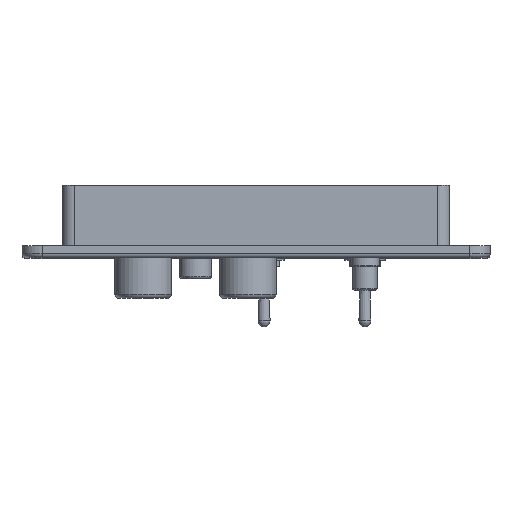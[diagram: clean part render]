
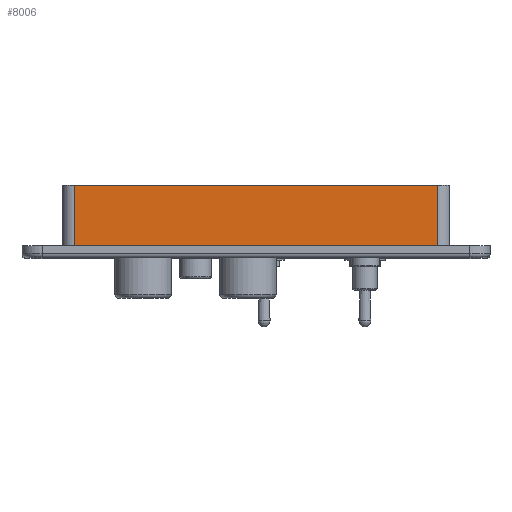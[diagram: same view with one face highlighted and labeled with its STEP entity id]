
A CAD part, top view. The second image highlights one B-rep face of the part: STEP entity #8006.
In plain terms, the highlighted planar face has unit normal (0, 0, 1).
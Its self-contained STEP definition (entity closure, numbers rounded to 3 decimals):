
#4875 = PLANE('',#4876);
#4876 = AXIS2_PLACEMENT_3D('',#4877,#4878,#4879);
#4877 = CARTESIAN_POINT('',(0.,0.,5.));
#4878 = DIRECTION('',(0.,1.,0.));
#4879 = DIRECTION('',(0.,0.,1.));
#6745 = VERTEX_POINT('',#6746);
#6746 = CARTESIAN_POINT('',(103.,0.,
    116.));
#6765 = CYLINDRICAL_SURFACE('',#6766,3.);
#6766 = AXIS2_PLACEMENT_3D('',#6767,#6768,#6769);
#6767 = CARTESIAN_POINT('',(103.,0.,113.));
#6768 = DIRECTION('',(0.,-1.,0.));
#6769 = DIRECTION('',(1.,0.,0.));
#6777 = EDGE_CURVE('',#6745,#6778,#6780,.T.);
#6778 = VERTEX_POINT('',#6779);
#6779 = CARTESIAN_POINT('',(13.,0.,
    116.));
#6780 = SURFACE_CURVE('',#6781,(#6785,#6792),.PCURVE_S1.);
#6781 = LINE('',#6782,#6783);
#6782 = CARTESIAN_POINT('',(103.,0.,
    116.));
#6783 = VECTOR('',#6784,1.);
#6784 = DIRECTION('',(-1.,0.,0.));
#6785 = PCURVE('',#4875,#6786);
#6786 = DEFINITIONAL_REPRESENTATION('',(#6787),#6791);
#6787 = LINE('',#6788,#6789);
#6788 = CARTESIAN_POINT('',(111.,103.));
#6789 = VECTOR('',#6790,1.);
#6790 = DIRECTION('',(0.,-1.));
#6791 = ( GEOMETRIC_REPRESENTATION_CONTEXT(2) 
PARAMETRIC_REPRESENTATION_CONTEXT() REPRESENTATION_CONTEXT('2D SPACE',''
  ) );
#6792 = PCURVE('',#6793,#6798);
#6793 = PLANE('',#6794);
#6794 = AXIS2_PLACEMENT_3D('',#6795,#6796,#6797);
#6795 = CARTESIAN_POINT('',(103.,0.,
    116.));
#6796 = DIRECTION('',(0.,0.,1.));
#6797 = DIRECTION('',(-1.,0.,0.));
#6798 = DEFINITIONAL_REPRESENTATION('',(#6799),#6803);
#6799 = LINE('',#6800,#6801);
#6800 = CARTESIAN_POINT('',(0.,0.));
#6801 = VECTOR('',#6802,1.);
#6802 = DIRECTION('',(1.,0.));
#6803 = ( GEOMETRIC_REPRESENTATION_CONTEXT(2) 
PARAMETRIC_REPRESENTATION_CONTEXT() REPRESENTATION_CONTEXT('2D SPACE',''
  ) );
#6826 = CYLINDRICAL_SURFACE('',#6827,3.);
#6827 = AXIS2_PLACEMENT_3D('',#6828,#6829,#6830);
#6828 = CARTESIAN_POINT('',(13.,0.,113.));
#6829 = DIRECTION('',(0.,-1.,0.));
#6830 = DIRECTION('',(1.,0.,0.));
#7866 = PLANE('',#7867);
#7867 = AXIS2_PLACEMENT_3D('',#7868,#7869,#7870);
#7868 = CARTESIAN_POINT('',(106.,15.,113.));
#7869 = DIRECTION('',(0.,1.,0.));
#7870 = DIRECTION('',(0.,0.,1.));
#7956 = EDGE_CURVE('',#6778,#7957,#7959,.T.);
#7957 = VERTEX_POINT('',#7958);
#7958 = CARTESIAN_POINT('',(13.,15.,116.));
#7959 = SURFACE_CURVE('',#7960,(#7964,#7971),.PCURVE_S1.);
#7960 = LINE('',#7961,#7962);
#7961 = CARTESIAN_POINT('',(13.,0.,
    116.));
#7962 = VECTOR('',#7963,1.);
#7963 = DIRECTION('',(0.,1.,0.));
#7964 = PCURVE('',#6826,#7965);
#7965 = DEFINITIONAL_REPRESENTATION('',(#7966),#7970);
#7966 = LINE('',#7967,#7968);
#7967 = CARTESIAN_POINT('',(1.571,0.));
#7968 = VECTOR('',#7969,1.);
#7969 = DIRECTION('',(0.,-1.));
#7970 = ( GEOMETRIC_REPRESENTATION_CONTEXT(2) 
PARAMETRIC_REPRESENTATION_CONTEXT() REPRESENTATION_CONTEXT('2D SPACE',''
  ) );
#7971 = PCURVE('',#6793,#7972);
#7972 = DEFINITIONAL_REPRESENTATION('',(#7973),#7977);
#7973 = LINE('',#7974,#7975);
#7974 = CARTESIAN_POINT('',(90.,0.));
#7975 = VECTOR('',#7976,1.);
#7976 = DIRECTION('',(0.,-1.));
#7977 = ( GEOMETRIC_REPRESENTATION_CONTEXT(2) 
PARAMETRIC_REPRESENTATION_CONTEXT() REPRESENTATION_CONTEXT('2D SPACE',''
  ) );
#8006 = ADVANCED_FACE('',(#8007),#6793,.T.);
#8007 = FACE_BOUND('',#8008,.T.);
#8008 = EDGE_LOOP('',(#8009,#8032,#8053,#8054));
#8009 = ORIENTED_EDGE('',*,*,#8010,.T.);
#8010 = EDGE_CURVE('',#6745,#8011,#8013,.T.);
#8011 = VERTEX_POINT('',#8012);
#8012 = CARTESIAN_POINT('',(103.,15.,116.));
#8013 = SURFACE_CURVE('',#8014,(#8018,#8025),.PCURVE_S1.);
#8014 = LINE('',#8015,#8016);
#8015 = CARTESIAN_POINT('',(103.,0.,
    116.));
#8016 = VECTOR('',#8017,1.);
#8017 = DIRECTION('',(0.,1.,0.));
#8018 = PCURVE('',#6793,#8019);
#8019 = DEFINITIONAL_REPRESENTATION('',(#8020),#8024);
#8020 = LINE('',#8021,#8022);
#8021 = CARTESIAN_POINT('',(0.,0.));
#8022 = VECTOR('',#8023,1.);
#8023 = DIRECTION('',(0.,-1.));
#8024 = ( GEOMETRIC_REPRESENTATION_CONTEXT(2) 
PARAMETRIC_REPRESENTATION_CONTEXT() REPRESENTATION_CONTEXT('2D SPACE',''
  ) );
#8025 = PCURVE('',#6765,#8026);
#8026 = DEFINITIONAL_REPRESENTATION('',(#8027),#8031);
#8027 = LINE('',#8028,#8029);
#8028 = CARTESIAN_POINT('',(7.854,0.));
#8029 = VECTOR('',#8030,1.);
#8030 = DIRECTION('',(0.,-1.));
#8031 = ( GEOMETRIC_REPRESENTATION_CONTEXT(2) 
PARAMETRIC_REPRESENTATION_CONTEXT() REPRESENTATION_CONTEXT('2D SPACE',''
  ) );
#8032 = ORIENTED_EDGE('',*,*,#8033,.T.);
#8033 = EDGE_CURVE('',#8011,#7957,#8034,.T.);
#8034 = SURFACE_CURVE('',#8035,(#8039,#8046),.PCURVE_S1.);
#8035 = LINE('',#8036,#8037);
#8036 = CARTESIAN_POINT('',(103.,15.,116.));
#8037 = VECTOR('',#8038,1.);
#8038 = DIRECTION('',(-1.,0.,0.));
#8039 = PCURVE('',#6793,#8040);
#8040 = DEFINITIONAL_REPRESENTATION('',(#8041),#8045);
#8041 = LINE('',#8042,#8043);
#8042 = CARTESIAN_POINT('',(0.,-15.));
#8043 = VECTOR('',#8044,1.);
#8044 = DIRECTION('',(1.,0.));
#8045 = ( GEOMETRIC_REPRESENTATION_CONTEXT(2) 
PARAMETRIC_REPRESENTATION_CONTEXT() REPRESENTATION_CONTEXT('2D SPACE',''
  ) );
#8046 = PCURVE('',#7866,#8047);
#8047 = DEFINITIONAL_REPRESENTATION('',(#8048),#8052);
#8048 = LINE('',#8049,#8050);
#8049 = CARTESIAN_POINT('',(3.,-3.));
#8050 = VECTOR('',#8051,1.);
#8051 = DIRECTION('',(0.,-1.));
#8052 = ( GEOMETRIC_REPRESENTATION_CONTEXT(2) 
PARAMETRIC_REPRESENTATION_CONTEXT() REPRESENTATION_CONTEXT('2D SPACE',''
  ) );
#8053 = ORIENTED_EDGE('',*,*,#7956,.F.);
#8054 = ORIENTED_EDGE('',*,*,#6777,.F.);
